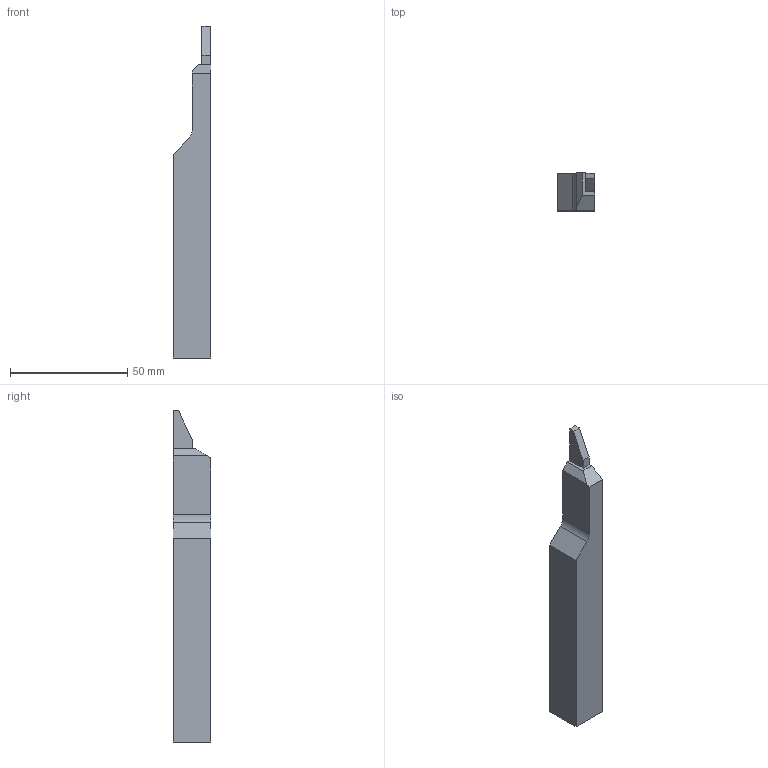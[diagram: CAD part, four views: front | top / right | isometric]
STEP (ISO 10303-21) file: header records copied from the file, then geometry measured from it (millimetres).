
FILE_DESCRIPTION (( 'STEP AP214' ), '1' );
FILE_NAME ('CUT-100-03.step', '2017-05-12T08:25:38', ( '' ), ( '' ), 'SwSTEP 2.0', 'SolidWorks 2016', '' );
FILE_SCHEMA (( 'AUTOMOTIVE_DESIGN' ));
Length unit declared in the file: millimetre
Products named in the file (1): CUT-100-03
Bounding box: 16 x 16 x 141.6 mm (x, y, z)
Volume: 27690.1 mm3; surface area: 8416.6 mm2
Topology: 1 solids, 1 shells, 77 faces, 208 edges, 137 vertices
Faces by surface type: cylinder 38, plane 35, cone 4
Entity records: 2931 total; most frequent: DIRECTION 448, CARTESIAN_POINT 423, ORIENTED_EDGE 416, EDGE_CURVE 208, AXIS2_PLACEMENT_3D 162, VERTEX_POINT 137, LINE 124, VECTOR 124
